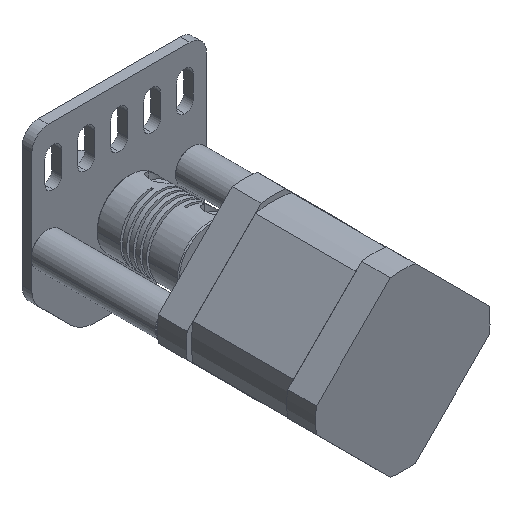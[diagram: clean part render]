
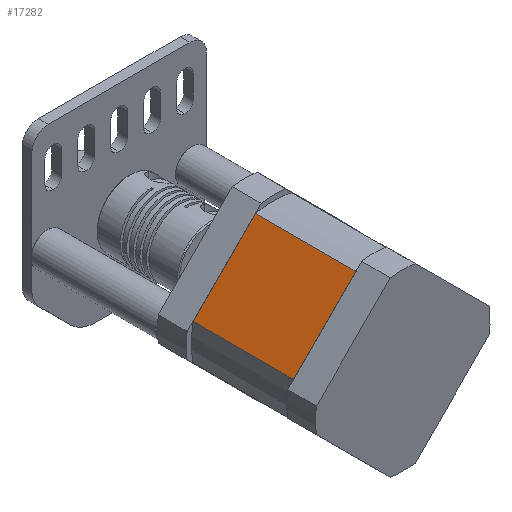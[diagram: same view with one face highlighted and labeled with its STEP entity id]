
A CAD part, isometric view. The second image highlights one B-rep face of the part: STEP entity #17282.
In plain terms, the highlighted planar face has unit normal (-0.707, 0, 0.707).
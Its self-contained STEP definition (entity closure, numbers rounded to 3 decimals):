
#15369 = PLANE('',#15370);
#15370 = AXIS2_PLACEMENT_3D('',#15371,#15372,#15373);
#15371 = CARTESIAN_POINT('',(0.,-46.85,0.
    ));
#15372 = DIRECTION('',(0.,1.,0.));
#15373 = DIRECTION('',(-0.707,0.,
    0.707));
#16529 = PLANE('',#16530);
#16530 = AXIS2_PLACEMENT_3D('',#16531,#16532,#16533);
#16531 = CARTESIAN_POINT('',(0.,-77.35,0.
    ));
#16532 = DIRECTION('',(0.,1.,0.));
#16533 = DIRECTION('',(-0.707,0.,
    0.707));
#16554 = VERTEX_POINT('',#16555);
#16555 = CARTESIAN_POINT('',(-5.455,-77.35,
    24.398));
#16570 = CYLINDRICAL_SURFACE('',#16571,25.);
#16571 = AXIS2_PLACEMENT_3D('',#16572,#16573,#16574);
#16572 = CARTESIAN_POINT('',(0.,-77.35,0.
    ));
#16573 = DIRECTION('',(0.,1.,0.));
#16574 = DIRECTION('',(-0.707,0.,
    0.707));
#16582 = EDGE_CURVE('',#16583,#16554,#16585,.T.);
#16583 = VERTEX_POINT('',#16584);
#16584 = CARTESIAN_POINT('',(-24.398,-77.35,
    5.455));
#16585 = SURFACE_CURVE('',#16586,(#16590,#16597),.PCURVE_S1.);
#16586 = LINE('',#16587,#16588);
#16587 = CARTESIAN_POINT('',(-5.455,-77.35,
    24.398));
#16588 = VECTOR('',#16589,1.);
#16589 = DIRECTION('',(0.707,0.,0.707)
  );
#16590 = PCURVE('',#16529,#16591);
#16591 = DEFINITIONAL_REPRESENTATION('',(#16592),#16596);
#16592 = LINE('',#16593,#16594);
#16593 = CARTESIAN_POINT('',(21.109,13.394));
#16594 = VECTOR('',#16595,1.);
#16595 = DIRECTION('',(0.,1.));
#16596 = ( GEOMETRIC_REPRESENTATION_CONTEXT(2) 
PARAMETRIC_REPRESENTATION_CONTEXT() REPRESENTATION_CONTEXT('2D SPACE',''
  ) );
#16597 = PCURVE('',#16598,#16603);
#16598 = PLANE('',#16599);
#16599 = AXIS2_PLACEMENT_3D('',#16600,#16601,#16602);
#16600 = CARTESIAN_POINT('',(-5.455,-77.35,
    24.398));
#16601 = DIRECTION('',(-0.707,0.,
    0.707));
#16602 = DIRECTION('',(0.,-1.,0.));
#16603 = DEFINITIONAL_REPRESENTATION('',(#16604),#16608);
#16604 = LINE('',#16605,#16606);
#16605 = CARTESIAN_POINT('',(0.,0.));
#16606 = VECTOR('',#16607,1.);
#16607 = DIRECTION('',(0.,1.));
#16608 = ( GEOMETRIC_REPRESENTATION_CONTEXT(2) 
PARAMETRIC_REPRESENTATION_CONTEXT() REPRESENTATION_CONTEXT('2D SPACE',''
  ) );
#16627 = CYLINDRICAL_SURFACE('',#16628,25.);
#16628 = AXIS2_PLACEMENT_3D('',#16629,#16630,#16631);
#16629 = CARTESIAN_POINT('',(0.,-77.35,0.
    ));
#16630 = DIRECTION('',(0.,1.,0.));
#16631 = DIRECTION('',(-0.707,0.,
    0.707));
#17081 = VERTEX_POINT('',#17082);
#17082 = CARTESIAN_POINT('',(-24.398,-46.85,
    5.455));
#17104 = EDGE_CURVE('',#17081,#17105,#17107,.T.);
#17105 = VERTEX_POINT('',#17106);
#17106 = CARTESIAN_POINT('',(-5.455,-46.85,
    24.398));
#17107 = SURFACE_CURVE('',#17108,(#17112,#17119),.PCURVE_S1.);
#17108 = LINE('',#17109,#17110);
#17109 = CARTESIAN_POINT('',(-5.455,-46.85,
    24.398));
#17110 = VECTOR('',#17111,1.);
#17111 = DIRECTION('',(0.707,0.,0.707)
  );
#17112 = PCURVE('',#15369,#17113);
#17113 = DEFINITIONAL_REPRESENTATION('',(#17114),#17118);
#17114 = LINE('',#17115,#17116);
#17115 = CARTESIAN_POINT('',(21.109,13.394));
#17116 = VECTOR('',#17117,1.);
#17117 = DIRECTION('',(0.,1.));
#17118 = ( GEOMETRIC_REPRESENTATION_CONTEXT(2) 
PARAMETRIC_REPRESENTATION_CONTEXT() REPRESENTATION_CONTEXT('2D SPACE',''
  ) );
#17119 = PCURVE('',#16598,#17120);
#17120 = DEFINITIONAL_REPRESENTATION('',(#17121),#17125);
#17121 = LINE('',#17122,#17123);
#17122 = CARTESIAN_POINT('',(-30.5,0.));
#17123 = VECTOR('',#17124,1.);
#17124 = DIRECTION('',(0.,1.));
#17125 = ( GEOMETRIC_REPRESENTATION_CONTEXT(2) 
PARAMETRIC_REPRESENTATION_CONTEXT() REPRESENTATION_CONTEXT('2D SPACE',''
  ) );
#17260 = EDGE_CURVE('',#16554,#17105,#17261,.T.);
#17261 = SURFACE_CURVE('',#17262,(#17266,#17273),.PCURVE_S1.);
#17262 = LINE('',#17263,#17264);
#17263 = CARTESIAN_POINT('',(-5.455,-77.35,
    24.398));
#17264 = VECTOR('',#17265,1.);
#17265 = DIRECTION('',(0.,1.,0.));
#17266 = PCURVE('',#16570,#17267);
#17267 = DEFINITIONAL_REPRESENTATION('',(#17268),#17272);
#17268 = LINE('',#17269,#17270);
#17269 = CARTESIAN_POINT('',(0.565,0.));
#17270 = VECTOR('',#17271,1.);
#17271 = DIRECTION('',(0.,1.));
#17272 = ( GEOMETRIC_REPRESENTATION_CONTEXT(2) 
PARAMETRIC_REPRESENTATION_CONTEXT() REPRESENTATION_CONTEXT('2D SPACE',''
  ) );
#17273 = PCURVE('',#16598,#17274);
#17274 = DEFINITIONAL_REPRESENTATION('',(#17275),#17279);
#17275 = LINE('',#17276,#17277);
#17276 = CARTESIAN_POINT('',(0.,0.));
#17277 = VECTOR('',#17278,1.);
#17278 = DIRECTION('',(-1.,0.));
#17279 = ( GEOMETRIC_REPRESENTATION_CONTEXT(2) 
PARAMETRIC_REPRESENTATION_CONTEXT() REPRESENTATION_CONTEXT('2D SPACE',''
  ) );
#17282 = ADVANCED_FACE('',(#17283),#16598,.T.);
#17283 = FACE_BOUND('',#17284,.T.);
#17284 = EDGE_LOOP('',(#17285,#17286,#17307,#17308));
#17285 = ORIENTED_EDGE('',*,*,#17104,.F.);
#17286 = ORIENTED_EDGE('',*,*,#17287,.F.);
#17287 = EDGE_CURVE('',#16583,#17081,#17288,.T.);
#17288 = SURFACE_CURVE('',#17289,(#17293,#17300),.PCURVE_S1.);
#17289 = LINE('',#17290,#17291);
#17290 = CARTESIAN_POINT('',(-24.398,-77.35,
    5.455));
#17291 = VECTOR('',#17292,1.);
#17292 = DIRECTION('',(0.,1.,0.));
#17293 = PCURVE('',#16598,#17294);
#17294 = DEFINITIONAL_REPRESENTATION('',(#17295),#17299);
#17295 = LINE('',#17296,#17297);
#17296 = CARTESIAN_POINT('',(0.,-26.789));
#17297 = VECTOR('',#17298,1.);
#17298 = DIRECTION('',(-1.,0.));
#17299 = ( GEOMETRIC_REPRESENTATION_CONTEXT(2) 
PARAMETRIC_REPRESENTATION_CONTEXT() REPRESENTATION_CONTEXT('2D SPACE',''
  ) );
#17300 = PCURVE('',#16627,#17301);
#17301 = DEFINITIONAL_REPRESENTATION('',(#17302),#17306);
#17302 = LINE('',#17303,#17304);
#17303 = CARTESIAN_POINT('',(5.718,0.));
#17304 = VECTOR('',#17305,1.);
#17305 = DIRECTION('',(0.,1.));
#17306 = ( GEOMETRIC_REPRESENTATION_CONTEXT(2) 
PARAMETRIC_REPRESENTATION_CONTEXT() REPRESENTATION_CONTEXT('2D SPACE',''
  ) );
#17307 = ORIENTED_EDGE('',*,*,#16582,.T.);
#17308 = ORIENTED_EDGE('',*,*,#17260,.T.);
